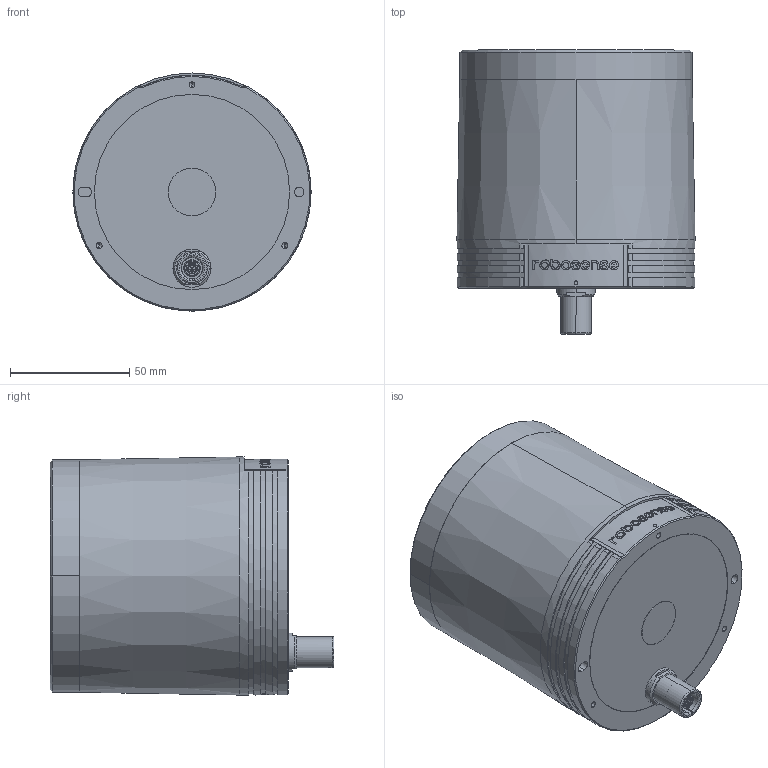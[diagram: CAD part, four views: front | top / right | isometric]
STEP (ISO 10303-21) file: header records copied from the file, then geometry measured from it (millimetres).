
FILE_DESCRIPTION (( 'STEP AP203' ), '1' );
FILE_NAME ('Helios_Lede_20220314.STEP', '2022-03-14T08:44:18', ( 'robosense' ), ( 'robosense' ), 'SwSTEP 2.0', 'SolidWorks 2019', '' );
FILE_SCHEMA (( 'CONFIG_CONTROL_DESIGN' ));
Length unit declared in the file: millimetre
Products named in the file (11): 20202-0182-04 菁釱; 20208-0025-00 芵ァ概; 20202-0225-04 階裔; 20402-0022-01 悵誘欶; 20107-0059-00 瑤脣芛; Helios_Lede_20220314
Assembly tree (5 placements, depth 2):
  20208-0025-00 芵ァ概
  20202-0225-04 階裔
  20402-0022-01 悵誘欶
  20107-0059-00 瑤脣芛
  20202-0182-04 菁釱
Bounding box: 100 x 119.2 x 100 mm (x, y, z)
Volume: 101936.1 mm3; surface area: 108244.9 mm2
Topology: 12 solids, 12 shells, 736 faces, 1914 edges, 1271 vertices
Faces by surface type: cylinder 373, plane 216, cone 82, bspline 65
Entity records: 35374 total; most frequent: CARTESIAN_POINT 16400, ORIENTED_EDGE 3788, DIRECTION 3730, EDGE_CURVE 1894, AXIS2_PLACEMENT_3D 1504, VERTEX_POINT 1271, EDGE_LOOP 863, CIRCLE 824
